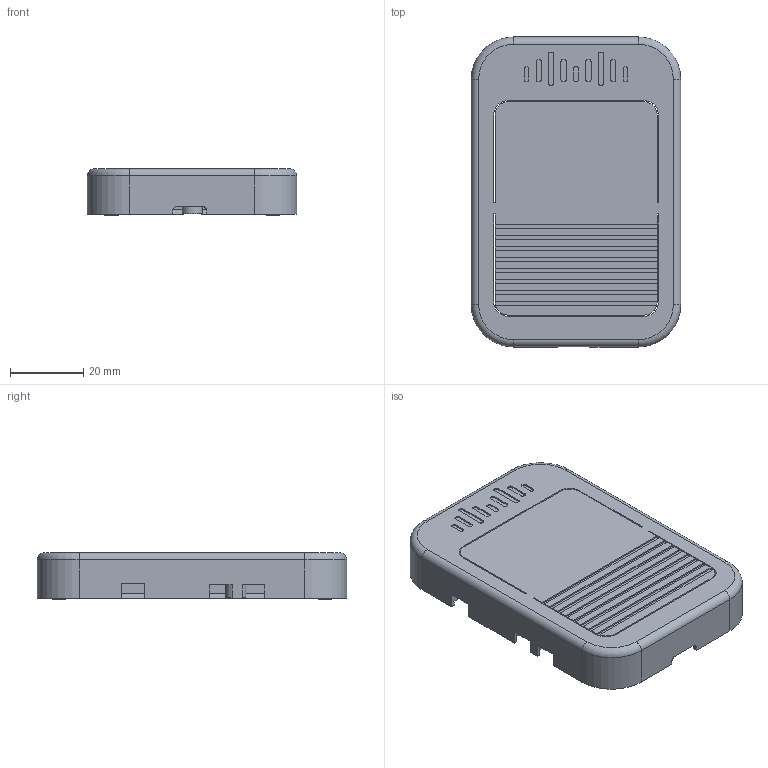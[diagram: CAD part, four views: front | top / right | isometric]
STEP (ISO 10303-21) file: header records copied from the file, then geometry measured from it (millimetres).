
FILE_DESCRIPTION(('FreeCAD Model'),'2;1');
FILE_NAME('Open CASCADE Shape Model','2026-01-12T10:03:31',(''),(''), 'Open CASCADE STEP processor 7.8','FreeCAD','Unknown');
FILE_SCHEMA(('AUTOMOTIVE_DESIGN { 1 0 10303 214 1 1 1 1 }'));
Length unit declared in the file: millimetre
Products named in the file (1): top
Bounding box: 57.2 x 84.7 x 12.8 mm (x, y, z)
Volume: 14912.8 mm3; surface area: 17111 mm2
Topology: 1 solids, 1 shells, 238 faces, 649 edges, 427 vertices
Faces by surface type: plane 161, cylinder 69, torus 4, cone 4
Full cylindrical faces by diameter (mm): 1.8 x3, 3.666 x3, 5.5 x2
Entity records: 7536 total; most frequent: CARTESIAN_POINT 1323, ORIENTED_EDGE 1298, DIRECTION 1286, EDGE_CURVE 649, LINE 474, VECTOR 474, VERTEX_POINT 427, AXIS2_PLACEMENT_3D 406
